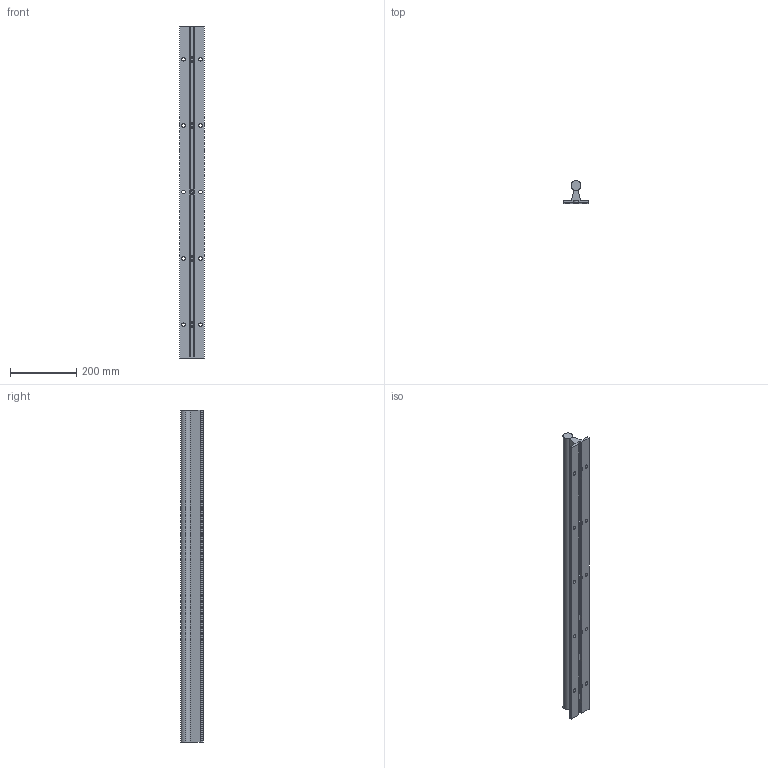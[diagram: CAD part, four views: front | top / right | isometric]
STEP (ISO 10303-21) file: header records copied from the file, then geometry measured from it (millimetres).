
FILE_DESCRIPTION (( 'STEP AP214' ), '1' );
FILE_NAME ('ShaftRailAssembly_AD06AC7EED.step', '2021-10-31T10:58:02', ( 'localadmin' ), ( 'BOXX Technologies, Inc.' ), 'SwSTEP 2.0', 'SolidWorks 2019', '' );
FILE_SCHEMA (( 'AUTOMOTIVE_DESIGN' ));
Length unit declared in the file: inch
Products named in the file (3): CXe1fQRL20_CADModel_0; ShaftRailAssembly_AD06AC7EED
Assembly tree (1 placements, depth 2):
  CXe1fQRL20_CADModel_0
  ShaftRailAssembly_AD06AC7EED
    CXe1fQRL20_CADModel_0
Bounding box: 73.99 x 68 x 1000 mm (x, y, z)
Volume: 1804827 mm3; surface area: 346563.5 mm2
Topology: 7 solids, 7 shells, 269 faces, 625 edges, 375 vertices
Faces by surface type: cylinder 98, plane 96, cone 75
Entity records: 11981 total; most frequent: CARTESIAN_POINT 2183, DIRECTION 1329, ORIENTED_EDGE 1230, EDGE_CURVE 615, AXIS2_PLACEMENT_3D 515, VERTEX_POINT 375, EDGE_LOOP 314, VECTOR 299
